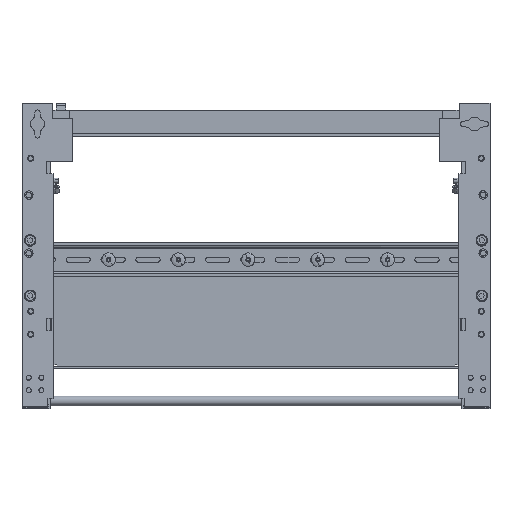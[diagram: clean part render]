
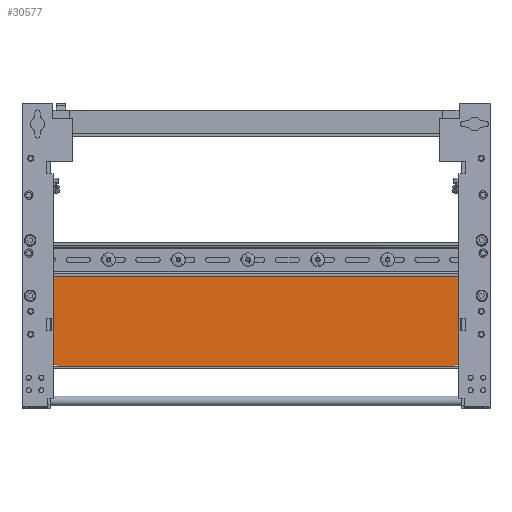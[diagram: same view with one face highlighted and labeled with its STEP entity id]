
A CAD part, top view. The second image highlights one B-rep face of the part: STEP entity #30577.
In plain terms, the highlighted planar face has unit normal (0, 0, 1).
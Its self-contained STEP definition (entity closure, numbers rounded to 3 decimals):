
#30516=AXIS2_PLACEMENT_3D('Plane Axis2P3D',#30513,#30514,#30515) ;
#11346=CARTESIAN_POINT('Vertex',(212.5,142.05,22.)) ;
#11349=CARTESIAN_POINT('Line Origine',(212.5,93.65,22.)) ;
#11353=CARTESIAN_POINT('Vertex',(212.5,45.25,22.)) ;
#28358=CARTESIAN_POINT('Vertex',(-212.5,142.05,22.)) ;
#28361=CARTESIAN_POINT('Line Origine',(-1787.5,142.05,22.)) ;
#30279=CARTESIAN_POINT('Vertex',(-212.5,45.25,22.)) ;
#30282=CARTESIAN_POINT('Line Origine',(-212.5,93.65,22.)) ;
#30513=CARTESIAN_POINT('Axis2P3D Location',(0.,153.75,22.)) ;
#30518=CARTESIAN_POINT('Line Origine',(-210.5,45.25,22.)) ;
#30522=CARTESIAN_POINT('Vertex',(-208.5,45.25,22.)) ;
#30525=CARTESIAN_POINT('Line Origine',(-207.,45.25,22.)) ;
#30529=CARTESIAN_POINT('Vertex',(-205.5,45.25,22.)) ;
#30532=CARTESIAN_POINT('Line Origine',(-205.5,44.25,22.)) ;
#30536=CARTESIAN_POINT('Vertex',(-205.5,43.25,22.)) ;
#30539=CARTESIAN_POINT('Line Origine',(0.,43.25,22.)) ;
#30543=CARTESIAN_POINT('Vertex',(205.5,43.25,22.)) ;
#30546=CARTESIAN_POINT('Line Origine',(205.5,44.25,22.)) ;
#30550=CARTESIAN_POINT('Vertex',(205.5,45.25,22.)) ;
#30553=CARTESIAN_POINT('Line Origine',(207.,45.25,22.)) ;
#30557=CARTESIAN_POINT('Vertex',(208.5,45.25,22.)) ;
#30560=CARTESIAN_POINT('Line Origine',(210.5,45.25,22.)) ;
#11350=DIRECTION('Vector Direction',(0.,-1.,0.)) ;
#28362=DIRECTION('Vector Direction',(1.,0.,0.)) ;
#30283=DIRECTION('Vector Direction',(0.,-1.,0.)) ;
#30514=DIRECTION('Axis2P3D Direction',(0.,0.,1.)) ;
#30515=DIRECTION('Axis2P3D XDirection',(-1.,0.,0.)) ;
#30519=DIRECTION('Vector Direction',(-1.,0.,0.)) ;
#30526=DIRECTION('Vector Direction',(1.,0.,0.)) ;
#30533=DIRECTION('Vector Direction',(0.,1.,0.)) ;
#30540=DIRECTION('Vector Direction',(1.,0.,0.)) ;
#30547=DIRECTION('Vector Direction',(0.,1.,0.)) ;
#30554=DIRECTION('Vector Direction',(-1.,0.,0.)) ;
#30561=DIRECTION('Vector Direction',(-1.,0.,0.)) ;
#11351=VECTOR('Line Direction',#11350,1.) ;
#28363=VECTOR('Line Direction',#28362,1.) ;
#30284=VECTOR('Line Direction',#30283,1.) ;
#30520=VECTOR('Line Direction',#30519,1.) ;
#30527=VECTOR('Line Direction',#30526,1.) ;
#30534=VECTOR('Line Direction',#30533,1.) ;
#30541=VECTOR('Line Direction',#30540,1.) ;
#30548=VECTOR('Line Direction',#30547,1.) ;
#30555=VECTOR('Line Direction',#30554,1.) ;
#30562=VECTOR('Line Direction',#30561,1.) ;
#30566=ORIENTED_EDGE('',*,*,#11355,.F.) ;
#30567=ORIENTED_EDGE('',*,*,#28365,.T.) ;
#30568=ORIENTED_EDGE('',*,*,#30286,.T.) ;
#30569=ORIENTED_EDGE('',*,*,#30524,.F.) ;
#30570=ORIENTED_EDGE('',*,*,#30531,.T.) ;
#30571=ORIENTED_EDGE('',*,*,#30538,.F.) ;
#30572=ORIENTED_EDGE('',*,*,#30545,.T.) ;
#30573=ORIENTED_EDGE('',*,*,#30552,.T.) ;
#30574=ORIENTED_EDGE('',*,*,#30559,.F.) ;
#30575=ORIENTED_EDGE('',*,*,#30564,.F.) ;
#30577=ADVANCED_FACE('NONE',(#30576),#30517,.T.) ;
#11355=EDGE_CURVE('',#11347,#11354,#11352,.T.) ;
#28365=EDGE_CURVE('',#11347,#28359,#28364,.F.) ;
#30286=EDGE_CURVE('',#28359,#30280,#30285,.T.) ;
#30524=EDGE_CURVE('',#30523,#30280,#30521,.T.) ;
#30531=EDGE_CURVE('',#30523,#30530,#30528,.T.) ;
#30538=EDGE_CURVE('',#30537,#30530,#30535,.T.) ;
#30545=EDGE_CURVE('',#30537,#30544,#30542,.T.) ;
#30552=EDGE_CURVE('',#30544,#30551,#30549,.T.) ;
#30559=EDGE_CURVE('',#30558,#30551,#30556,.T.) ;
#30564=EDGE_CURVE('',#11354,#30558,#30563,.T.) ;
#30565=EDGE_LOOP('',(#30566,#30567,#30568,#30569,#30570,#30571,#30572,#30573,#30574,#30575)) ;
#30576=FACE_OUTER_BOUND('',#30565,.T.) ;
#11352=LINE('Line',#11349,#11351) ;
#28364=LINE('Line',#28361,#28363) ;
#30285=LINE('Line',#30282,#30284) ;
#30521=LINE('Line',#30518,#30520) ;
#30528=LINE('Line',#30525,#30527) ;
#30535=LINE('Line',#30532,#30534) ;
#30542=LINE('Line',#30539,#30541) ;
#30549=LINE('Line',#30546,#30548) ;
#30556=LINE('Line',#30553,#30555) ;
#30563=LINE('Line',#30560,#30562) ;
#30517=PLANE('',#30516) ;
#11347=VERTEX_POINT('',#11346) ;
#11354=VERTEX_POINT('',#11353) ;
#28359=VERTEX_POINT('',#28358) ;
#30280=VERTEX_POINT('',#30279) ;
#30523=VERTEX_POINT('',#30522) ;
#30530=VERTEX_POINT('',#30529) ;
#30537=VERTEX_POINT('',#30536) ;
#30544=VERTEX_POINT('',#30543) ;
#30551=VERTEX_POINT('',#30550) ;
#30558=VERTEX_POINT('',#30557) ;
